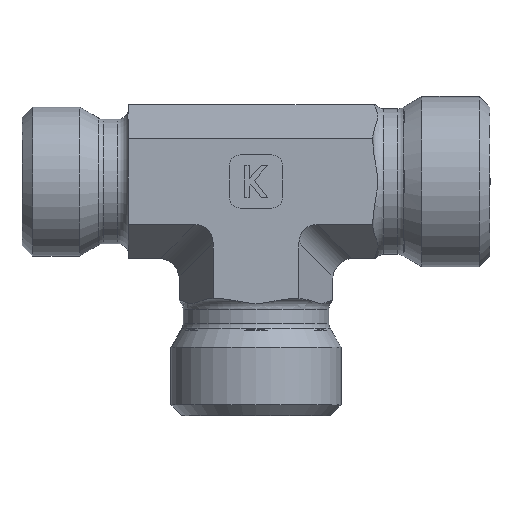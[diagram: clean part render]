
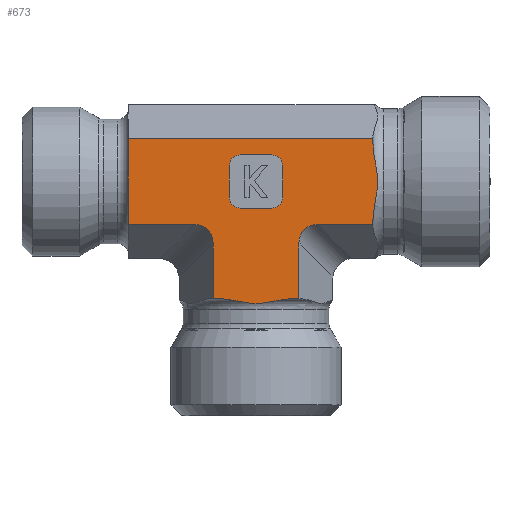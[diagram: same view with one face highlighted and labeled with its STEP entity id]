
A CAD part, left-side view. The second image highlights one B-rep face of the part: STEP entity #673.
In plain terms, the highlighted planar face has unit normal (-1, 0, 0).
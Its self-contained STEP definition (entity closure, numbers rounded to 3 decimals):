
#301=CARTESIAN_POINT('',(-26.485,21.544,9.959));
#302=VERTEX_POINT('',#301);
#311=CARTESIAN_POINT('',(-26.485,21.544,18.041));
#312=VERTEX_POINT('',#311);
#313=CARTESIAN_POINT('',(-26.485,21.544,18.041));
#314=DIRECTION('',(0.0,0.0,-1.0));
#315=VECTOR('',#314,8.083);
#316=LINE('',#313,#315);
#317=EDGE_CURVE('',#312,#302,#316,.T.);
#450=CARTESIAN_POINT('',(-26.485,-1.456,18.041));
#451=VERTEX_POINT('',#450);
#452=CARTESIAN_POINT('',(-26.485,21.544,18.041));
#453=DIRECTION('',(0.0,-1.0,0.0));
#454=VECTOR('',#453,23.);
#455=LINE('',#452,#454);
#456=EDGE_CURVE('',#312,#451,#455,.T.);
#483=CARTESIAN_POINT('',(-26.485,5.502,0.0));
#484=DIRECTION('',(-1.0,0.0,0.0));
#485=DIRECTION('',(0.0,0.0,1.0));
#486=AXIS2_PLACEMENT_3D('',#483,#484,#485);
#487=PLANE('',#486);
#488=ORIENTED_EDGE('',*,*,#317,.T.);
#489=CARTESIAN_POINT('',(-26.485,15.317,9.959));
#490=VERTEX_POINT('',#489);
#491=CARTESIAN_POINT('',(-26.485,15.317,9.959));
#492=DIRECTION('',(0.0,1.0,0.0));
#493=VECTOR('',#492,6.226);
#494=LINE('',#491,#493);
#495=EDGE_CURVE('',#490,#302,#494,.T.);
#496=ORIENTED_EDGE('',*,*,#495,.F.);
#497=CARTESIAN_POINT('',(-26.485,13.585,8.226));
#498=VERTEX_POINT('',#497);
#499=CARTESIAN_POINT('',(-26.485,15.895,7.649));
#500=DIRECTION('',(-1.0,0.0,0.0));
#501=DIRECTION('',(0.0,-0.707,0.707));
#502=AXIS2_PLACEMENT_3D('',#499,#500,#501);
#503=ELLIPSE('',#502,2.582,2.0);
#504=EDGE_CURVE('',#498,#490,#503,.T.);
#505=ORIENTED_EDGE('',*,*,#504,.F.);
#506=CARTESIAN_POINT('',(-26.485,13.585,3.));
#507=VERTEX_POINT('',#506);
#508=CARTESIAN_POINT('',(-26.485,13.585,3.));
#509=DIRECTION('',(0.0,0.0,1.0));
#510=VECTOR('',#509,5.226);
#511=LINE('',#508,#510);
#512=EDGE_CURVE('',#507,#498,#511,.T.);
#513=ORIENTED_EDGE('',*,*,#512,.F.);
#514=CARTESIAN_POINT('',(-26.485,13.097,3.));
#515=VERTEX_POINT('',#514);
#516=CARTESIAN_POINT('',(-26.485,13.585,3.));
#517=DIRECTION('',(0.0,-1.0,0.0));
#518=VECTOR('',#517,0.489);
#519=LINE('',#516,#518);
#520=EDGE_CURVE('',#507,#515,#519,.T.);
#521=ORIENTED_EDGE('',*,*,#520,.T.);
#522=CARTESIAN_POINT('',(-26.485,5.991,3.));
#523=VERTEX_POINT('',#522);
#524=CARTESIAN_POINT('',(-26.485,13.097,3.));
#525=CARTESIAN_POINT('',(-26.485,12.698,3.));
#526=CARTESIAN_POINT('',(-26.485,12.222,2.942));
#527=CARTESIAN_POINT('',(-26.485,11.113,2.75));
#528=CARTESIAN_POINT('',(-26.485,10.27,2.527));
#529=CARTESIAN_POINT('',(-26.485,9.544,2.527));
#530=CARTESIAN_POINT('',(-26.485,8.817,2.527));
#531=CARTESIAN_POINT('',(-26.485,7.975,2.75));
#532=CARTESIAN_POINT('',(-26.485,6.865,2.942));
#533=CARTESIAN_POINT('',(-26.485,6.39,3.));
#534=CARTESIAN_POINT('',(-26.485,5.991,3.));
#535=B_SPLINE_CURVE_WITH_KNOTS('',3,(#524,#525,#526,#527,#528,#529,#530,#531,#532,#533,#534),.UNSPECIFIED.,.F.,.U.,(4,2,3,2,4),(-0.338,-0.218,0.0,0.218,0.338),.UNSPECIFIED.);
#536=EDGE_CURVE('',#515,#523,#535,.T.);
#537=ORIENTED_EDGE('',*,*,#536,.T.);
#538=CARTESIAN_POINT('',(-26.485,5.502,3.));
#539=VERTEX_POINT('',#538);
#540=CARTESIAN_POINT('',(-26.485,5.991,3.));
#541=DIRECTION('',(0.0,-1.0,0.0));
#542=VECTOR('',#541,0.489);
#543=LINE('',#540,#542);
#544=EDGE_CURVE('',#523,#539,#543,.T.);
#545=ORIENTED_EDGE('',*,*,#544,.T.);
#546=CARTESIAN_POINT('',(-26.485,5.502,8.226));
#547=VERTEX_POINT('',#546);
#548=CARTESIAN_POINT('',(-26.485,5.502,3.));
#549=DIRECTION('',(0.0,0.0,1.0));
#550=VECTOR('',#549,5.226);
#551=LINE('',#548,#550);
#552=EDGE_CURVE('',#539,#547,#551,.T.);
#553=ORIENTED_EDGE('',*,*,#552,.T.);
#554=CARTESIAN_POINT('',(-26.485,3.77,9.959));
#555=VERTEX_POINT('',#554);
#556=CARTESIAN_POINT('',(-26.485,3.193,7.649));
#557=DIRECTION('',(-1.0,0.0,0.0));
#558=DIRECTION('',(0.0,0.707,0.707));
#559=AXIS2_PLACEMENT_3D('',#556,#557,#558);
#560=ELLIPSE('',#559,2.582,2.0);
#561=EDGE_CURVE('',#555,#547,#560,.T.);
#562=ORIENTED_EDGE('',*,*,#561,.F.);
#563=CARTESIAN_POINT('',(-26.485,-1.456,9.959));
#564=VERTEX_POINT('',#563);
#565=CARTESIAN_POINT('',(-26.485,3.77,9.959));
#566=DIRECTION('',(0.0,-1.0,0.0));
#567=VECTOR('',#566,5.226);
#568=LINE('',#565,#567);
#569=EDGE_CURVE('',#555,#564,#568,.T.);
#570=ORIENTED_EDGE('',*,*,#569,.T.);
#571=CARTESIAN_POINT('',(-26.485,-1.456,10.447));
#572=VERTEX_POINT('',#571);
#573=CARTESIAN_POINT('',(-26.485,-1.456,9.959));
#574=DIRECTION('',(0.0,0.0,1.0));
#575=VECTOR('',#574,0.489);
#576=LINE('',#573,#575);
#577=EDGE_CURVE('',#564,#572,#576,.T.);
#578=ORIENTED_EDGE('',*,*,#577,.T.);
#579=CARTESIAN_POINT('',(-26.485,-1.456,17.553));
#580=VERTEX_POINT('',#579);
#581=CARTESIAN_POINT('',(-26.485,-1.456,10.447));
#582=CARTESIAN_POINT('',(-26.485,-1.456,10.846));
#583=CARTESIAN_POINT('',(-26.485,-1.514,11.322));
#584=CARTESIAN_POINT('',(-26.485,-1.706,12.431));
#585=CARTESIAN_POINT('',(-26.485,-1.929,13.273));
#586=CARTESIAN_POINT('',(-26.485,-1.929,14.727));
#587=CARTESIAN_POINT('',(-26.485,-1.706,15.569));
#588=CARTESIAN_POINT('',(-26.485,-1.514,16.678));
#589=CARTESIAN_POINT('',(-26.485,-1.456,17.154));
#590=CARTESIAN_POINT('',(-26.485,-1.456,17.553));
#591=B_SPLINE_CURVE_WITH_KNOTS('',3,(#581,#582,#583,#584,#585,#586,#587,#588,#589,#590),.UNSPECIFIED.,.F.,.U.,(4,2,2,2,4),(0.775,0.894,1.112,1.33,1.45),.UNSPECIFIED.);
#592=EDGE_CURVE('',#572,#580,#591,.T.);
#593=ORIENTED_EDGE('',*,*,#592,.T.);
#594=CARTESIAN_POINT('',(-26.485,-1.456,17.553));
#595=DIRECTION('',(0.0,0.0,1.0));
#596=VECTOR('',#595,0.489);
#597=LINE('',#594,#596);
#598=EDGE_CURVE('',#580,#451,#597,.T.);
#599=ORIENTED_EDGE('',*,*,#598,.T.);
#600=ORIENTED_EDGE('',*,*,#456,.F.);
#601=EDGE_LOOP('',(#488,#496,#505,#513,#521,#537,#545,#553,#562,#570,#578,#593,#599,#600));
#602=FACE_OUTER_BOUND('',#601,.T.);
#603=CARTESIAN_POINT('',(-26.485,8.044,11.5));
#604=VERTEX_POINT('',#603);
#605=CARTESIAN_POINT('',(-26.485,11.044,11.5));
#606=VERTEX_POINT('',#605);
#607=CARTESIAN_POINT('',(-26.485,8.044,11.5));
#608=DIRECTION('',(0.0,1.0,0.0));
#609=VECTOR('',#608,3.);
#610=LINE('',#607,#609);
#611=EDGE_CURVE('',#604,#606,#610,.T.);
#612=ORIENTED_EDGE('',*,*,#611,.T.);
#613=CARTESIAN_POINT('',(-26.485,12.044,12.5));
#614=VERTEX_POINT('',#613);
#615=CARTESIAN_POINT('',(-26.485,11.044,12.5));
#616=DIRECTION('',(-1.0,0.0,0.0));
#617=DIRECTION('',(0.0,0.707,-0.707));
#618=AXIS2_PLACEMENT_3D('',#615,#616,#617);
#619=CIRCLE('',#618,1.0);
#620=EDGE_CURVE('',#614,#606,#619,.T.);
#621=ORIENTED_EDGE('',*,*,#620,.F.);
#622=CARTESIAN_POINT('',(-26.485,12.044,15.5));
#623=VERTEX_POINT('',#622);
#624=CARTESIAN_POINT('',(-26.485,12.044,12.5));
#625=DIRECTION('',(0.0,0.0,1.0));
#626=VECTOR('',#625,3.);
#627=LINE('',#624,#626);
#628=EDGE_CURVE('',#614,#623,#627,.T.);
#629=ORIENTED_EDGE('',*,*,#628,.T.);
#630=CARTESIAN_POINT('',(-26.485,11.044,16.5));
#631=VERTEX_POINT('',#630);
#632=CARTESIAN_POINT('',(-26.485,11.044,15.5));
#633=DIRECTION('',(-1.0,0.0,0.0));
#634=DIRECTION('',(0.0,0.707,0.707));
#635=AXIS2_PLACEMENT_3D('',#632,#633,#634);
#636=CIRCLE('',#635,1.0);
#637=EDGE_CURVE('',#631,#623,#636,.T.);
#638=ORIENTED_EDGE('',*,*,#637,.F.);
#639=CARTESIAN_POINT('',(-26.485,8.044,16.5));
#640=VERTEX_POINT('',#639);
#641=CARTESIAN_POINT('',(-26.485,11.044,16.5));
#642=DIRECTION('',(0.0,-1.0,0.0));
#643=VECTOR('',#642,3.);
#644=LINE('',#641,#643);
#645=EDGE_CURVE('',#631,#640,#644,.T.);
#646=ORIENTED_EDGE('',*,*,#645,.T.);
#647=CARTESIAN_POINT('',(-26.485,7.044,15.5));
#648=VERTEX_POINT('',#647);
#649=CARTESIAN_POINT('',(-26.485,8.044,15.5));
#650=DIRECTION('',(-1.0,0.0,0.0));
#651=DIRECTION('',(0.0,-0.707,0.707));
#652=AXIS2_PLACEMENT_3D('',#649,#650,#651);
#653=CIRCLE('',#652,1.0);
#654=EDGE_CURVE('',#648,#640,#653,.T.);
#655=ORIENTED_EDGE('',*,*,#654,.F.);
#656=CARTESIAN_POINT('',(-26.485,7.044,12.5));
#657=VERTEX_POINT('',#656);
#658=CARTESIAN_POINT('',(-26.485,7.044,15.5));
#659=DIRECTION('',(0.0,0.0,-1.0));
#660=VECTOR('',#659,3.);
#661=LINE('',#658,#660);
#662=EDGE_CURVE('',#648,#657,#661,.T.);
#663=ORIENTED_EDGE('',*,*,#662,.T.);
#664=CARTESIAN_POINT('',(-26.485,8.044,12.5));
#665=DIRECTION('',(-1.0,0.0,0.0));
#666=DIRECTION('',(0.0,-0.707,-0.707));
#667=AXIS2_PLACEMENT_3D('',#664,#665,#666);
#668=CIRCLE('',#667,1.0);
#669=EDGE_CURVE('',#604,#657,#668,.T.);
#670=ORIENTED_EDGE('',*,*,#669,.F.);
#671=EDGE_LOOP('',(#612,#621,#629,#638,#646,#655,#663,#670));
#672=FACE_BOUND('',#671,.T.);
#673=ADVANCED_FACE('',(#602,#672),#487,.T.);
